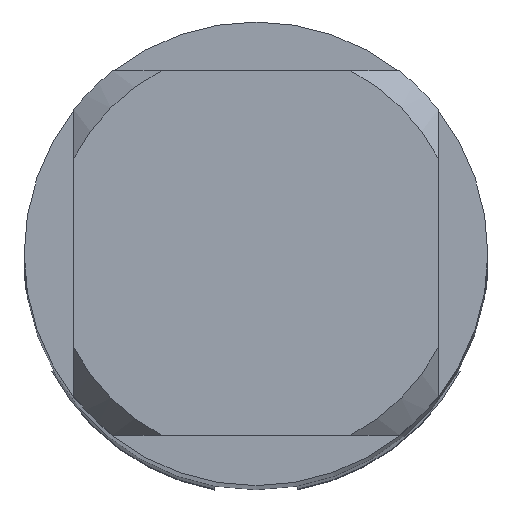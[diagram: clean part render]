
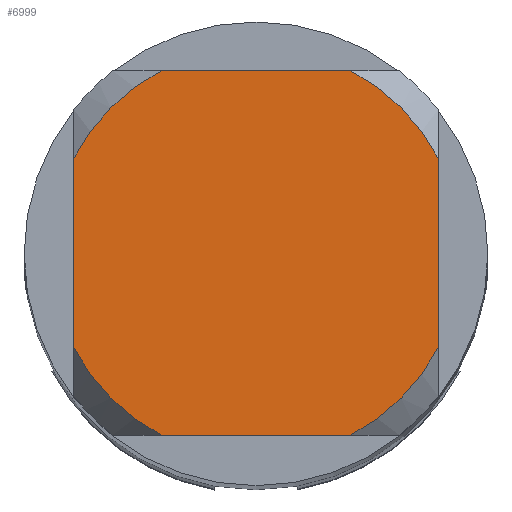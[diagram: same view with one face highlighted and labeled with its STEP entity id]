
A CAD part, top view. The second image highlights one B-rep face of the part: STEP entity #6999.
In plain terms, the highlighted planar face has unit normal (0, 0, 1).
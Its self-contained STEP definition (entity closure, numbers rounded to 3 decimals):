
#3467=EDGE_CURVE('',#3757,#7645,#8924,.T.);
#3757=VERTEX_POINT('',#9238);
#4167=EDGE_CURVE('',#7149,#5675,#9682,.T.);
#4531=VERTEX_POINT('',#10081);
#4541=EDGE_CURVE('',#8055,#7645,#10091,.T.);
#5031=EDGE_CURVE('',#5717,#6083,#10628,.T.);
#5675=VERTEX_POINT('',#11340);
#5695=EDGE_CURVE('',#3757,#5675,#11361,.T.);
#5717=VERTEX_POINT('',#11383);
#6083=VERTEX_POINT('',#11782);
#6999=ADVANCED_FACE('',(#12779),#12780,.T.);
#7149=VERTEX_POINT('',#12940);
#7177=EDGE_CURVE('',#5717,#4531,#12971,.T.);
#7435=EDGE_CURVE('',#7149,#4531,#13245,.T.);
#7645=VERTEX_POINT('',#13469);
#7993=EDGE_CURVE('',#8055,#6083,#13845,.T.);
#8055=VERTEX_POINT('',#13910);
#8924=CIRCLE('',#15374,3.1);
#9238=CARTESIAN_POINT('',(2.75,-1.431,0.0));
#9682=CIRCLE('',#16792,3.1);
#10081=CARTESIAN_POINT('',(-1.431,2.75,0.0));
#10091=LINE('',#17504,#17505);
#10628=LINE('',#18392,#18393);
#11340=CARTESIAN_POINT('',(2.75,1.431,0.0));
#11361=LINE('',#19665,#19666);
#11383=CARTESIAN_POINT('',(-2.75,1.431,0.0));
#11782=CARTESIAN_POINT('',(-2.75,-1.431,0.0));
#12779=FACE_OUTER_BOUND('',#22137,.T.);
#12780=PLANE('',#22138);
#12940=CARTESIAN_POINT('',(1.431,2.75,0.0));
#12971=CIRCLE('',#22435,3.1);
#13245=LINE('',#22860,#22861);
#13469=CARTESIAN_POINT('',(1.431,-2.75,0.0));
#13845=CIRCLE('',#23937,3.1);
#13910=CARTESIAN_POINT('',(-1.431,-2.75,0.0));
#15374=AXIS2_PLACEMENT_3D('',#24930,#24931,#24932);
#16792=AXIS2_PLACEMENT_3D('',#25811,#25812,#25813);
#17504=CARTESIAN_POINT('',(0.0,-2.75,0.0));
#17505=VECTOR('',#26302,1.0);
#18392=CARTESIAN_POINT('',(-2.75,0.775,0.0));
#18393=VECTOR('',#26919,1.0);
#19665=CARTESIAN_POINT('',(2.75,0.775,0.0));
#19666=VECTOR('',#27734,1.0);
#22137=EDGE_LOOP('',(#29439,#29440,#29441,#29442,#29443,#29444,#29445,#29446));
#22138=AXIS2_PLACEMENT_3D('',#29447,#29448,#29449);
#22435=AXIS2_PLACEMENT_3D('',#29624,#29625,#29626);
#22860=CARTESIAN_POINT('',(0.0,2.75,0.0));
#22861=VECTOR('',#29860,1.0);
#23937=AXIS2_PLACEMENT_3D('',#30425,#30426,#30427);
#24930=CARTESIAN_POINT('',(0.0,0.0,0.0));
#24931=DIRECTION('',(0.0,0.0,-1.0));
#24932=DIRECTION('',(0.0,1.0,0.0));
#25811=CARTESIAN_POINT('',(0.0,0.0,0.0));
#25812=DIRECTION('',(0.0,0.0,-1.0));
#25813=DIRECTION('',(0.0,1.0,0.0));
#26302=DIRECTION('',(1.0,0.0,0.0));
#26919=DIRECTION('',(-0.0,-1.0,0.0));
#27734=DIRECTION('',(-0.0,1.0,0.0));
#29439=ORIENTED_EDGE('',*,*,#5031,.T.);
#29440=ORIENTED_EDGE('',*,*,#7993,.F.);
#29441=ORIENTED_EDGE('',*,*,#4541,.T.);
#29442=ORIENTED_EDGE('',*,*,#3467,.F.);
#29443=ORIENTED_EDGE('',*,*,#5695,.T.);
#29444=ORIENTED_EDGE('',*,*,#4167,.F.);
#29445=ORIENTED_EDGE('',*,*,#7435,.T.);
#29446=ORIENTED_EDGE('',*,*,#7177,.F.);
#29447=CARTESIAN_POINT('',(0.0,1.55,0.0));
#29448=DIRECTION('',(-0.0,0.0,1.0));
#29449=DIRECTION('',(0.0,-1.0,0.0));
#29624=CARTESIAN_POINT('',(0.0,0.0,0.0));
#29625=DIRECTION('',(0.0,0.0,-1.0));
#29626=DIRECTION('',(0.0,1.0,0.0));
#29860=DIRECTION('',(-1.0,0.0,0.0));
#30425=CARTESIAN_POINT('',(0.0,0.0,0.0));
#30426=DIRECTION('',(0.0,0.0,-1.0));
#30427=DIRECTION('',(0.0,1.0,0.0));
